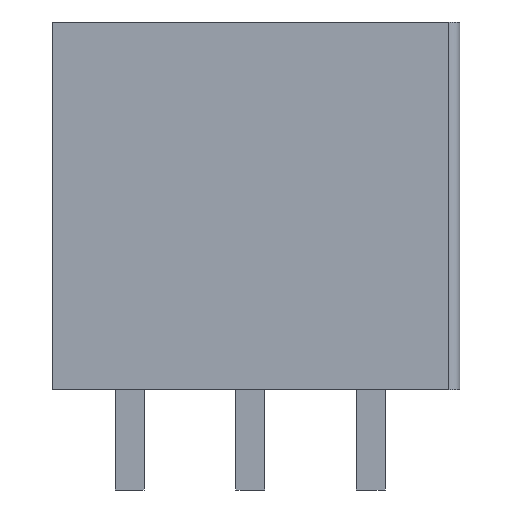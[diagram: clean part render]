
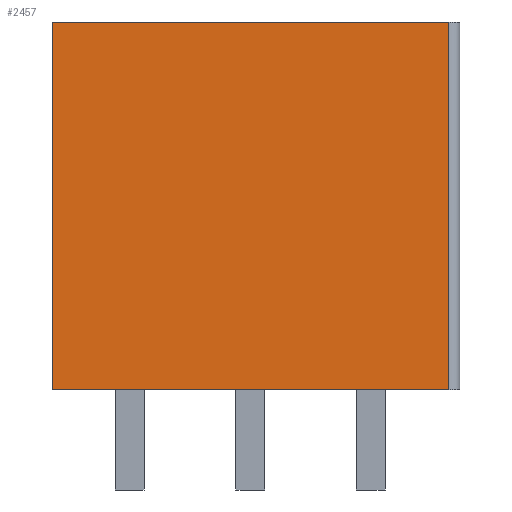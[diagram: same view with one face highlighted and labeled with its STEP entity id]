
A CAD part, front view. The second image highlights one B-rep face of the part: STEP entity #2457.
In plain terms, the highlighted planar face has unit normal (0, -1, 0).
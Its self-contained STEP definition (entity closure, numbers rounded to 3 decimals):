
#136=FACE_OUTER_BOUND('',#287,.T.);
#287=EDGE_LOOP('',(#1931,#1932,#1933,#1934));
#464=LINE('',#3573,#793);
#557=LINE('',#3766,#886);
#563=LINE('',#3775,#892);
#564=LINE('',#3776,#893);
#793=VECTOR('',#2913,10.);
#886=VECTOR('',#3080,10.);
#892=VECTOR('',#3090,10.);
#893=VECTOR('',#3091,10.);
#1088=VERTEX_POINT('',#3570);
#1089=VERTEX_POINT('',#3572);
#1150=VERTEX_POINT('',#3762);
#1152=VERTEX_POINT('',#3765);
#1336=EDGE_CURVE('',#1089,#1088,#464,.T.);
#1429=EDGE_CURVE('',#1150,#1152,#557,.T.);
#1435=EDGE_CURVE('',#1089,#1150,#563,.T.);
#1436=EDGE_CURVE('',#1152,#1088,#564,.T.);
#1931=ORIENTED_EDGE('',*,*,#1435,.F.);
#1932=ORIENTED_EDGE('',*,*,#1336,.T.);
#1933=ORIENTED_EDGE('',*,*,#1436,.F.);
#1934=ORIENTED_EDGE('',*,*,#1429,.F.);
#2306=PLANE('',#2636);
#2457=ADVANCED_FACE('',(#136),#2306,.T.);
#2636=AXIS2_PLACEMENT_3D('',#3774,#3088,#3089);
#2913=DIRECTION('',(0.,0.,1.));
#3080=DIRECTION('',(0.,0.,1.));
#3088=DIRECTION('center_axis',(0.,-1.,0.));
#3089=DIRECTION('ref_axis',(1.,0.,0.));
#3090=DIRECTION('',(-1.,0.,0.));
#3091=DIRECTION('',(1.,0.,0.));
#3570=CARTESIAN_POINT('',(6.9,-4.8,12.8));
#3572=CARTESIAN_POINT('',(6.9,-4.8,0.));
#3573=CARTESIAN_POINT('',(6.9,-4.8,0.));
#3762=CARTESIAN_POINT('',(-6.9,-4.8,0.));
#3765=CARTESIAN_POINT('',(-6.9,-4.8,12.8));
#3766=CARTESIAN_POINT('',(-6.9,-4.8,0.));
#3774=CARTESIAN_POINT('Origin',(-6.9,-4.8,0.));
#3775=CARTESIAN_POINT('',(6.9,-4.8,0.));
#3776=CARTESIAN_POINT('',(6.9,-4.8,12.8));
